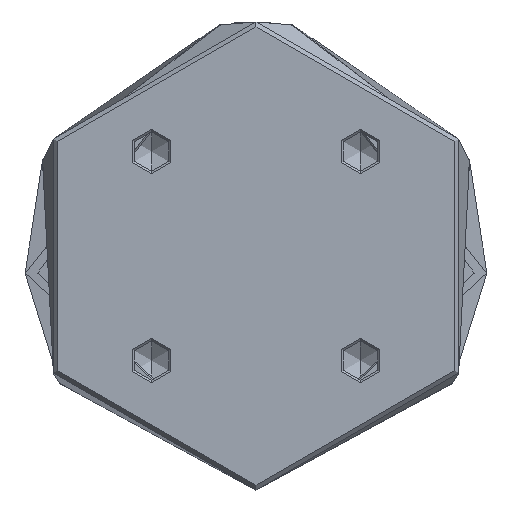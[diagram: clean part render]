
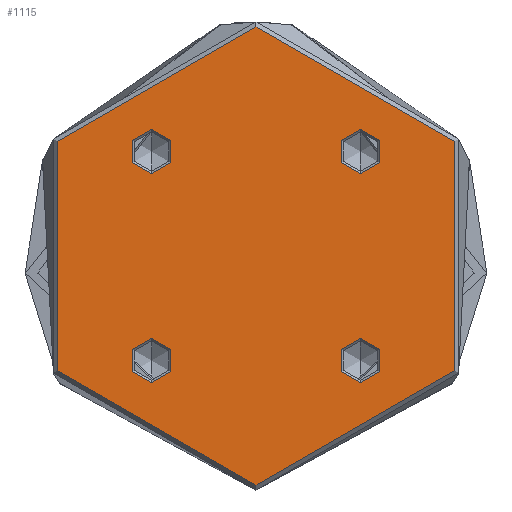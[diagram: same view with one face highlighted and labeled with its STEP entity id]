
A CAD part, front view. The second image highlights one B-rep face of the part: STEP entity #1115.
In plain terms, the highlighted face is planar.
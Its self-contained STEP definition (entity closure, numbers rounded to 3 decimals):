
#24 = EDGE_CURVE ( 'NONE', #2295, #6828, #6742, .T. ) ;
#133 = FACE_BOUND ( 'NONE', #3277, .T. ) ;
#205 = DIRECTION ( 'NONE',  ( -1., 0., 0. ) ) ;
#279 = CARTESIAN_POINT ( 'NONE',  ( -21.213, 21.213, 0. ) ) ;
#292 = DIRECTION ( 'NONE',  ( 0., 0., 1. ) ) ;
#411 = CIRCLE ( 'NONE', #6767, 4.5 ) ;
#469 = ORIENTED_EDGE ( 'NONE', *, *, #3437, .T. ) ;
#538 = CARTESIAN_POINT ( 'NONE',  ( 16.713, 21.213, 0. ) ) ;
#584 = AXIS2_PLACEMENT_3D ( 'NONE', #5537, #1783, #6156 ) ;
#650 = CIRCLE ( 'NONE', #584, 4.5 ) ;
#888 = AXIS2_PLACEMENT_3D ( 'NONE', #4174, #292, #4803 ) ;
#915 = AXIS2_PLACEMENT_3D ( 'NONE', #3415, #3506, #3539 ) ;
#935 = VERTEX_POINT ( 'NONE', #5421 ) ;
#954 = DIRECTION ( 'NONE',  ( -1., 0., 0. ) ) ;
#974 = VERTEX_POINT ( 'NONE', #6464 ) ;
#1070 = VERTEX_POINT ( 'NONE', #7546 ) ;
#1115 = ADVANCED_FACE ( 'NONE', ( #3605, #5068, #133, #6682, #3380 ), #6033, .F. ) ;
#1141 = DIRECTION ( 'NONE',  ( 1., 0., 0. ) ) ;
#1153 = CIRCLE ( 'NONE', #1579, 4.5 ) ;
#1289 = ORIENTED_EDGE ( 'NONE', *, *, #2837, .T. ) ;
#1400 = EDGE_LOOP ( 'NONE', ( #8096, #7804 ) ) ;
#1428 = EDGE_LOOP ( 'NONE', ( #4773, #1289 ) ) ;
#1565 = DIRECTION ( 'NONE',  ( 1., 0., 0. ) ) ;
#1579 = AXIS2_PLACEMENT_3D ( 'NONE', #6043, #5989, #5922 ) ;
#1617 = EDGE_CURVE ( 'NONE', #3441, #1070, #2612, .T. ) ;
#1635 = VERTEX_POINT ( 'NONE', #3568 ) ;
#1658 = DIRECTION ( 'NONE',  ( 0., 0., 1. ) ) ;
#1688 = CARTESIAN_POINT ( 'NONE',  ( 0., 0., 0. ) ) ;
#1783 = DIRECTION ( 'NONE',  ( 0., 0., -1. ) ) ;
#1887 = EDGE_CURVE ( 'NONE', #4133, #1635, #6278, .T. ) ;
#1913 = VERTEX_POINT ( 'NONE', #7162 ) ;
#2076 = VERTEX_POINT ( 'NONE', #3298 ) ;
#2295 = VERTEX_POINT ( 'NONE', #538 ) ;
#2469 = AXIS2_PLACEMENT_3D ( 'NONE', #6045, #2966, #2814 ) ;
#2612 = CIRCLE ( 'NONE', #915, 4.5 ) ;
#2620 = ORIENTED_EDGE ( 'NONE', *, *, #3897, .F. ) ;
#2731 = EDGE_CURVE ( 'NONE', #2076, #1913, #1153, .T. ) ;
#2740 = DIRECTION ( 'NONE',  ( 0., 0., 1. ) ) ;
#2814 = DIRECTION ( 'NONE',  ( 1., 0., 0. ) ) ;
#2837 = EDGE_CURVE ( 'NONE', #1635, #4133, #7674, .T. ) ;
#2865 = CIRCLE ( 'NONE', #7627, 4.5 ) ;
#2893 = EDGE_CURVE ( 'NONE', #1913, #2076, #411, .T. ) ;
#2922 = ORIENTED_EDGE ( 'NONE', *, *, #2893, .T. ) ;
#2966 = DIRECTION ( 'NONE',  ( 0., 0., 1. ) ) ;
#3095 = CARTESIAN_POINT ( 'NONE',  ( -46.5, 0., 0. ) ) ;
#3277 = EDGE_LOOP ( 'NONE', ( #5805, #2922 ) ) ;
#3298 = CARTESIAN_POINT ( 'NONE',  ( 25.713, -21.213, 0. ) ) ;
#3380 = FACE_OUTER_BOUND ( 'NONE', #1428, .T. ) ;
#3415 = CARTESIAN_POINT ( 'NONE',  ( -21.213, -21.213, 0. ) ) ;
#3437 = EDGE_CURVE ( 'NONE', #935, #974, #650, .T. ) ;
#3441 = VERTEX_POINT ( 'NONE', #6755 ) ;
#3506 = DIRECTION ( 'NONE',  ( 0., 0., 1. ) ) ;
#3539 = DIRECTION ( 'NONE',  ( -1., 0., 0. ) ) ;
#3568 = CARTESIAN_POINT ( 'NONE',  ( 46.5, 0., 0. ) ) ;
#3605 = FACE_BOUND ( 'NONE', #5192, .T. ) ;
#3732 = AXIS2_PLACEMENT_3D ( 'NONE', #1688, #1658, #1565 ) ;
#3897 = EDGE_CURVE ( 'NONE', #1070, #3441, #5152, .T. ) ;
#4093 = AXIS2_PLACEMENT_3D ( 'NONE', #279, #4797, #954 ) ;
#4116 = DIRECTION ( 'NONE',  ( 1., 0., 0. ) ) ;
#4133 = VERTEX_POINT ( 'NONE', #3095 ) ;
#4174 = CARTESIAN_POINT ( 'NONE',  ( -21.213, -21.213, 0. ) ) ;
#4198 = CARTESIAN_POINT ( 'NONE',  ( 25.713, 21.213, 0. ) ) ;
#4270 = AXIS2_PLACEMENT_3D ( 'NONE', #8000, #8030, #205 ) ;
#4387 = ORIENTED_EDGE ( 'NONE', *, *, #1617, .F. ) ;
#4659 = DIRECTION ( 'NONE',  ( 0., 0., -1. ) ) ;
#4765 = EDGE_LOOP ( 'NONE', ( #469, #7623 ) ) ;
#4773 = ORIENTED_EDGE ( 'NONE', *, *, #1887, .T. ) ;
#4797 = DIRECTION ( 'NONE',  ( 0., 0., -1. ) ) ;
#4803 = DIRECTION ( 'NONE',  ( -1., 0., 0. ) ) ;
#5068 = FACE_BOUND ( 'NONE', #4765, .T. ) ;
#5152 = CIRCLE ( 'NONE', #888, 4.5 ) ;
#5192 = EDGE_LOOP ( 'NONE', ( #4387, #2620 ) ) ;
#5421 = CARTESIAN_POINT ( 'NONE',  ( -25.713, 21.213, 0. ) ) ;
#5537 = CARTESIAN_POINT ( 'NONE',  ( -21.213, 21.213, 0. ) ) ;
#5655 = EDGE_CURVE ( 'NONE', #974, #935, #8075, .T. ) ;
#5805 = ORIENTED_EDGE ( 'NONE', *, *, #2731, .T. ) ;
#5922 = DIRECTION ( 'NONE',  ( 1., 0., 0. ) ) ;
#5957 = DIRECTION ( 'NONE',  ( 0., 0., 1. ) ) ;
#5989 = DIRECTION ( 'NONE',  ( 0., 0., -1. ) ) ;
#5992 = CARTESIAN_POINT ( 'NONE',  ( 21.213, 21.213, 0. ) ) ;
#6033 = PLANE ( 'NONE',  #4270 ) ;
#6043 = CARTESIAN_POINT ( 'NONE',  ( 21.213, -21.213, 0. ) ) ;
#6045 = CARTESIAN_POINT ( 'NONE',  ( 0., 0., 0. ) ) ;
#6156 = DIRECTION ( 'NONE',  ( -1., 0., 0. ) ) ;
#6278 = CIRCLE ( 'NONE', #2469, 46.5 ) ;
#6302 = EDGE_CURVE ( 'NONE', #6828, #2295, #2865, .T. ) ;
#6431 = CARTESIAN_POINT ( 'NONE',  ( 21.213, 21.213, 0. ) ) ;
#6464 = CARTESIAN_POINT ( 'NONE',  ( -16.713, 21.213, 0. ) ) ;
#6682 = FACE_BOUND ( 'NONE', #1400, .T. ) ;
#6742 = CIRCLE ( 'NONE', #6928, 4.5 ) ;
#6755 = CARTESIAN_POINT ( 'NONE',  ( -25.713, -21.213, 0. ) ) ;
#6767 = AXIS2_PLACEMENT_3D ( 'NONE', #7696, #4659, #4116 ) ;
#6828 = VERTEX_POINT ( 'NONE', #4198 ) ;
#6928 = AXIS2_PLACEMENT_3D ( 'NONE', #5992, #5957, #1141 ) ;
#7065 = DIRECTION ( 'NONE',  ( 1., 0., 0. ) ) ;
#7162 = CARTESIAN_POINT ( 'NONE',  ( 16.713, -21.213, 0. ) ) ;
#7546 = CARTESIAN_POINT ( 'NONE',  ( -16.713, -21.213, 0. ) ) ;
#7623 = ORIENTED_EDGE ( 'NONE', *, *, #5655, .T. ) ;
#7627 = AXIS2_PLACEMENT_3D ( 'NONE', #6431, #2740, #7065 ) ;
#7674 = CIRCLE ( 'NONE', #3732, 46.5 ) ;
#7696 = CARTESIAN_POINT ( 'NONE',  ( 21.213, -21.213, 0. ) ) ;
#7804 = ORIENTED_EDGE ( 'NONE', *, *, #24, .F. ) ;
#8000 = CARTESIAN_POINT ( 'NONE',  ( 0., 0., 0. ) ) ;
#8030 = DIRECTION ( 'NONE',  ( 0., 0., -1. ) ) ;
#8075 = CIRCLE ( 'NONE', #4093, 4.5 ) ;
#8096 = ORIENTED_EDGE ( 'NONE', *, *, #6302, .F. ) ;
